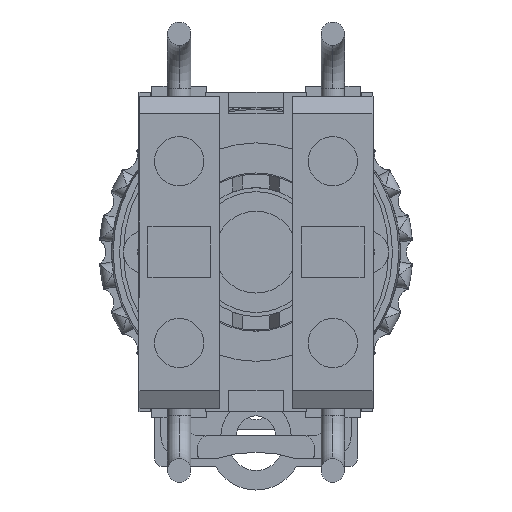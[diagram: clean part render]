
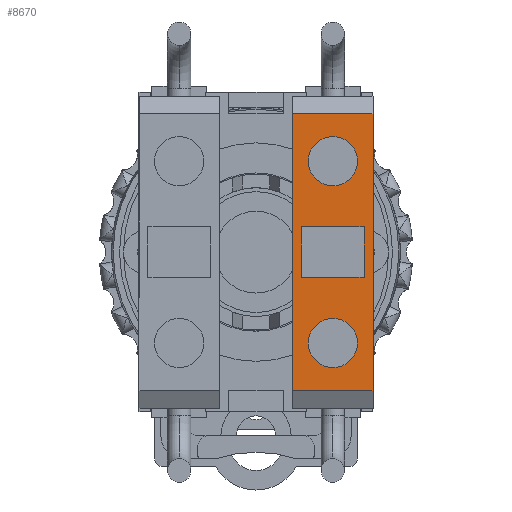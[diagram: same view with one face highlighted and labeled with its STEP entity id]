
A CAD part, front view. The second image highlights one B-rep face of the part: STEP entity #8670.
In plain terms, the highlighted planar face has unit normal (0, -1, 0).
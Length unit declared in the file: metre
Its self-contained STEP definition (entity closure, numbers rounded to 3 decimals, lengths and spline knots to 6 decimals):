
#358 = VECTOR ( 'NONE', #2209, 1. ) ;
#554 = ORIENTED_EDGE ( 'NONE', *, *, #13267, .F. ) ;
#831 = DIRECTION ( 'NONE',  ( 0., 0., -1. ) ) ;
#832 = LINE ( 'NONE', #15851, #5595 ) ;
#910 = LINE ( 'NONE', #13002, #16557 ) ;
#966 = DIRECTION ( 'NONE',  ( 0., -1., 0. ) ) ;
#983 = EDGE_CURVE ( 'NONE', #2833, #1571, #11100, .T. ) ;
#1039 = CARTESIAN_POINT ( 'NONE',  ( 0.01775, -0.0792, -0.0103 ) ) ;
#1474 = FACE_BOUND ( 'NONE', #3714, .T. ) ;
#1571 = VERTEX_POINT ( 'NONE', #13297 ) ;
#1786 = DIRECTION ( 'NONE',  ( 0., 0., -1. ) ) ;
#1800 = DIRECTION ( 'NONE',  ( 0., 0., -1. ) ) ;
#1882 = VERTEX_POINT ( 'NONE', #14172 ) ;
#1952 = VECTOR ( 'NONE', #3799, 1. ) ;
#2025 = ORIENTED_EDGE ( 'NONE', *, *, #5999, .T. ) ;
#2209 = DIRECTION ( 'NONE',  ( 1., 0., 0. ) ) ;
#2768 = CARTESIAN_POINT ( 'NONE',  ( -0.00325, -0.0792, -0.00115 ) ) ;
#2833 = VERTEX_POINT ( 'NONE', #13728 ) ;
#2929 = CARTESIAN_POINT ( 'NONE',  ( -0.01165, -0.0792, -0.0083 ) ) ;
#3123 = DIRECTION ( 'NONE',  ( 1., 0., 0. ) ) ;
#3374 = CARTESIAN_POINT ( 'NONE',  ( -0.01775, -0.0792, -0.0103 ) ) ;
#3378 = EDGE_CURVE ( 'NONE', #17438, #1882, #910, .T. ) ;
#3705 = ORIENTED_EDGE ( 'NONE', *, *, #983, .F. ) ;
#3714 = EDGE_LOOP ( 'NONE', ( #5439, #10481 ) ) ;
#3799 = DIRECTION ( 'NONE',  ( 0., 0., 1. ) ) ;
#4005 = CARTESIAN_POINT ( 'NONE',  ( -0.01775, -0.0792, 0. ) ) ;
#4280 = LINE ( 'NONE', #8279, #17043 ) ;
#4317 = FACE_BOUND ( 'NONE', #6935, .T. ) ;
#4403 = FACE_OUTER_BOUND ( 'NONE', #10964, .T. ) ;
#4468 = EDGE_CURVE ( 'NONE', #11266, #17438, #6508, .T. ) ;
#4535 = EDGE_CURVE ( 'NONE', #1882, #6675, #4280, .T. ) ;
#4828 = ORIENTED_EDGE ( 'NONE', *, *, #12508, .F. ) ;
#5286 = CARTESIAN_POINT ( 'NONE',  ( -0.01165, -0.0792, -0.002 ) ) ;
#5439 = ORIENTED_EDGE ( 'NONE', *, *, #9150, .F. ) ;
#5501 = LINE ( 'NONE', #4005, #10084 ) ;
#5595 = VECTOR ( 'NONE', #15940, 1. ) ;
#5709 = AXIS2_PLACEMENT_3D ( 'NONE', #16053, #9462, #6807 ) ;
#5736 = FACE_BOUND ( 'NONE', #12877, .T. ) ;
#5774 = VERTEX_POINT ( 'NONE', #2929 ) ;
#5863 = CIRCLE ( 'NONE', #12088, 0.00315 ) ;
#5999 = EDGE_CURVE ( 'NONE', #8810, #6660, #12969, .T. ) ;
#6047 = DIRECTION ( 'NONE',  ( 0., 0., -1. ) ) ;
#6485 = VERTEX_POINT ( 'NONE', #5286 ) ;
#6508 = LINE ( 'NONE', #2768, #7375 ) ;
#6660 = VERTEX_POINT ( 'NONE', #9453 ) ;
#6675 = VERTEX_POINT ( 'NONE', #11054 ) ;
#6807 = DIRECTION ( 'NONE',  ( 0., 0., -1. ) ) ;
#6935 = EDGE_LOOP ( 'NONE', ( #8206, #11925, #10608, #7999 ) ) ;
#6982 = PLANE ( 'NONE',  #15494 ) ;
#7283 = CIRCLE ( 'NONE', #11822, 0.00315 ) ;
#7375 = VECTOR ( 'NONE', #8191, 1. ) ;
#7534 = CIRCLE ( 'NONE', #15774, 0.00315 ) ;
#7843 = CARTESIAN_POINT ( 'NONE',  ( 0.00325, -0.0792, -0.00115 ) ) ;
#7872 = EDGE_CURVE ( 'NONE', #6675, #11266, #15686, .T. ) ;
#7971 = CARTESIAN_POINT ( 'NONE',  ( 0.01775, -0.0792, 0. ) ) ;
#7999 = ORIENTED_EDGE ( 'NONE', *, *, #4468, .F. ) ;
#8003 = DIRECTION ( 'NONE',  ( 1., 0., 0. ) ) ;
#8005 = VERTEX_POINT ( 'NONE', #16025 ) ;
#8100 = VECTOR ( 'NONE', #15334, 1. ) ;
#8191 = DIRECTION ( 'NONE',  ( -1., 0., 0. ) ) ;
#8206 = ORIENTED_EDGE ( 'NONE', *, *, #7872, .F. ) ;
#8279 = CARTESIAN_POINT ( 'NONE',  ( -0.00325, -0.0792, -0.00915 ) ) ;
#8373 = EDGE_CURVE ( 'NONE', #8005, #8523, #5501, .T. ) ;
#8523 = VERTEX_POINT ( 'NONE', #7971 ) ;
#8670 = ADVANCED_FACE ( 'NONE', ( #1474, #5736, #4317, #4403 ), #6982, .T. ) ;
#8810 = VERTEX_POINT ( 'NONE', #15694 ) ;
#9150 = EDGE_CURVE ( 'NONE', #5774, #6485, #5863, .T. ) ;
#9453 = CARTESIAN_POINT ( 'NONE',  ( 0.01775, -0.0792, -0.0103 ) ) ;
#9462 = DIRECTION ( 'NONE',  ( 0., -1., 0. ) ) ;
#9635 = EDGE_CURVE ( 'NONE', #6660, #8523, #14627, .T. ) ;
#9906 = CARTESIAN_POINT ( 'NONE',  ( -0.01775, -0.0792, -0.0103 ) ) ;
#10084 = VECTOR ( 'NONE', #8003, 1. ) ;
#10215 = CARTESIAN_POINT ( 'NONE',  ( 0.01165, -0.0792, -0.00515 ) ) ;
#10481 = ORIENTED_EDGE ( 'NONE', *, *, #11394, .F. ) ;
#10608 = ORIENTED_EDGE ( 'NONE', *, *, #3378, .F. ) ;
#10964 = EDGE_LOOP ( 'NONE', ( #13424, #554, #2025, #12498 ) ) ;
#11054 = CARTESIAN_POINT ( 'NONE',  ( 0.00325, -0.0792, -0.00915 ) ) ;
#11100 = CIRCLE ( 'NONE', #5709, 0.00315 ) ;
#11266 = VERTEX_POINT ( 'NONE', #7843 ) ;
#11394 = EDGE_CURVE ( 'NONE', #6485, #5774, #7534, .T. ) ;
#11822 = AXIS2_PLACEMENT_3D ( 'NONE', #10215, #17243, #6047 ) ;
#11925 = ORIENTED_EDGE ( 'NONE', *, *, #4535, .F. ) ;
#12088 = AXIS2_PLACEMENT_3D ( 'NONE', #12976, #966, #1800 ) ;
#12498 = ORIENTED_EDGE ( 'NONE', *, *, #9635, .T. ) ;
#12508 = EDGE_CURVE ( 'NONE', #1571, #2833, #7283, .T. ) ;
#12542 = DIRECTION ( 'NONE',  ( 0., -1., 0. ) ) ;
#12552 = CARTESIAN_POINT ( 'NONE',  ( -0.00325, -0.0792, -0.00115 ) ) ;
#12877 = EDGE_LOOP ( 'NONE', ( #3705, #4828 ) ) ;
#12969 = LINE ( 'NONE', #3374, #358 ) ;
#12976 = CARTESIAN_POINT ( 'NONE',  ( -0.01165, -0.0792, -0.00515 ) ) ;
#13002 = CARTESIAN_POINT ( 'NONE',  ( -0.00325, -0.0792, -0.00115 ) ) ;
#13267 = EDGE_CURVE ( 'NONE', #8810, #8005, #832, .T. ) ;
#13297 = CARTESIAN_POINT ( 'NONE',  ( 0.01165, -0.0792, -0.002 ) ) ;
#13424 = ORIENTED_EDGE ( 'NONE', *, *, #8373, .F. ) ;
#13728 = CARTESIAN_POINT ( 'NONE',  ( 0.01165, -0.0792, -0.0083 ) ) ;
#14172 = CARTESIAN_POINT ( 'NONE',  ( -0.00325, -0.0792, -0.00915 ) ) ;
#14627 = LINE ( 'NONE', #1039, #1952 ) ;
#15334 = DIRECTION ( 'NONE',  ( 0., 0., 1. ) ) ;
#15344 = DIRECTION ( 'NONE',  ( 0., -1., 0. ) ) ;
#15494 = AXIS2_PLACEMENT_3D ( 'NONE', #9906, #15344, #16316 ) ;
#15686 = LINE ( 'NONE', #17106, #8100 ) ;
#15694 = CARTESIAN_POINT ( 'NONE',  ( -0.01775, -0.0792, -0.0103 ) ) ;
#15774 = AXIS2_PLACEMENT_3D ( 'NONE', #16285, #12542, #1786 ) ;
#15851 = CARTESIAN_POINT ( 'NONE',  ( -0.01775, -0.0792, -0.0103 ) ) ;
#15940 = DIRECTION ( 'NONE',  ( 0., 0., 1. ) ) ;
#16025 = CARTESIAN_POINT ( 'NONE',  ( -0.01775, -0.0792, 0. ) ) ;
#16053 = CARTESIAN_POINT ( 'NONE',  ( 0.01165, -0.0792, -0.00515 ) ) ;
#16285 = CARTESIAN_POINT ( 'NONE',  ( -0.01165, -0.0792, -0.00515 ) ) ;
#16316 = DIRECTION ( 'NONE',  ( 0., 0., -1. ) ) ;
#16557 = VECTOR ( 'NONE', #831, 1. ) ;
#17043 = VECTOR ( 'NONE', #3123, 1. ) ;
#17106 = CARTESIAN_POINT ( 'NONE',  ( 0.00325, -0.0792, -0.00115 ) ) ;
#17243 = DIRECTION ( 'NONE',  ( 0., -1., 0. ) ) ;
#17438 = VERTEX_POINT ( 'NONE', #12552 ) ;
